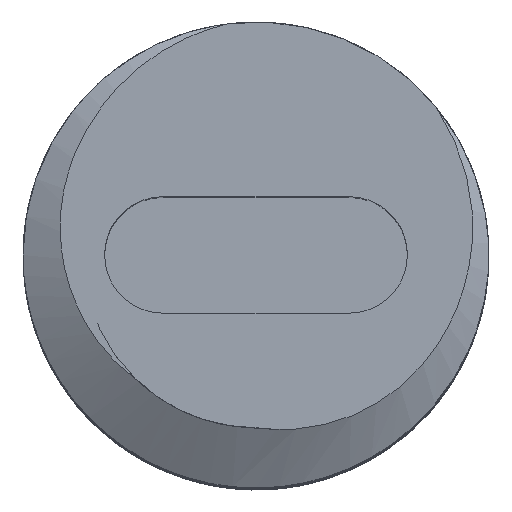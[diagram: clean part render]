
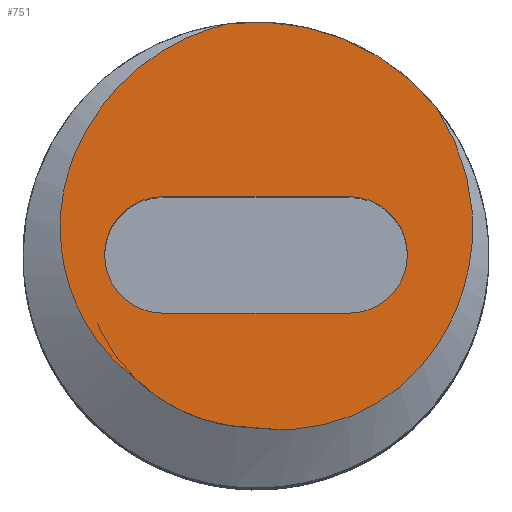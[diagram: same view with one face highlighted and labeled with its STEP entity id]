
A CAD part, top view. The second image highlights one B-rep face of the part: STEP entity #751.
In plain terms, the highlighted planar face has unit normal (0, 0, 1).
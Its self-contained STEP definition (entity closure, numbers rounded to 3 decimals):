
#18=FACE_BOUND('',#102,.T.);
#22=PLANE('',#821);
#60=FACE_OUTER_BOUND('',#101,.T.);
#101=EDGE_LOOP('',(#596,#597,#598,#599));
#102=EDGE_LOOP('',(#600,#601,#602,#603));
#110=CIRCLE('',#809,0.742);
#111=CIRCLE('',#811,1.);
#112=CIRCLE('',#814,0.25);
#114=CIRCLE('',#818,0.25);
#179=B_SPLINE_CURVE_WITH_KNOTS('',3,(#5115,#5116,#5117,#5118,#5119,#5120,
#5121,#5122,#5123,#5124,#5125,#5126,#5127,#5128,#5129,#5130,#5131,#5132,
#5133,#5134,#5135,#5136,#5137,#5138,#5139,#5140,#5141,#5142,#5143,#5144,
#5145,#5146,#5147,#5148),.UNSPECIFIED.,.F.,.F.,(4,3,3,3,3,3,3,3,3,3,3,4),
(-0.185,-0.176,-0.171,-0.164,
-0.16,-0.135,-0.113,-0.098,
-0.089,-0.049,-0.019,0.),
 .UNSPECIFIED.);
#180=B_SPLINE_CURVE_WITH_KNOTS('',3,(#5149,#5150,#5151,#5152,#5153,#5154,
#5155,#5156,#5157,#5158,#5159,#5160,#5161,#5162,#5163,#5164,#5165,#5166,
#5167,#5168,#5169,#5170,#5171,#5172,#5173,#5174,#5175,#5176,#5177,#5178,
#5179,#5180,#5181,#5182,#5183,#5184,#5185,#5186,#5187,#5188,#5189,#5190,
#5191,#5192,#5193,#5194),.UNSPECIFIED.,.F.,.F.,(4,3,3,3,3,3,3,3,3,3,3,3,
3,3,3,4),(-0.371,-0.317,-0.286,-0.265,
-0.246,-0.18,-0.137,-0.115,
-0.102,-0.094,-0.093,-0.07,
-0.056,-0.048,-0.027,0.),
 .UNSPECIFIED.);
#213=LINE('',#5092,#251);
#218=LINE('',#5106,#256);
#251=VECTOR('',#931,10.);
#256=VECTOR('',#944,10.);
#322=VERTEX_POINT('',#4862);
#323=VERTEX_POINT('',#4924);
#324=VERTEX_POINT('',#4982);
#325=VERTEX_POINT('',#5041);
#326=VERTEX_POINT('',#5090);
#327=VERTEX_POINT('',#5091);
#330=VERTEX_POINT('',#5099);
#332=VERTEX_POINT('',#5105);
#427=EDGE_CURVE('',#322,#323,#110,.T.);
#430=EDGE_CURVE('',#325,#324,#111,.T.);
#432=EDGE_CURVE('',#326,#327,#213,.T.);
#436=EDGE_CURVE('',#330,#326,#112,.T.);
#439=EDGE_CURVE('',#332,#330,#218,.T.);
#442=EDGE_CURVE('',#327,#332,#114,.T.);
#444=EDGE_CURVE('',#323,#324,#179,.T.);
#445=EDGE_CURVE('',#325,#322,#180,.T.);
#596=ORIENTED_EDGE('',*,*,#430,.T.);
#597=ORIENTED_EDGE('',*,*,#444,.F.);
#598=ORIENTED_EDGE('',*,*,#427,.F.);
#599=ORIENTED_EDGE('',*,*,#445,.F.);
#600=ORIENTED_EDGE('',*,*,#432,.T.);
#601=ORIENTED_EDGE('',*,*,#442,.T.);
#602=ORIENTED_EDGE('',*,*,#439,.T.);
#603=ORIENTED_EDGE('',*,*,#436,.T.);
#751=ADVANCED_FACE('',(#60,#18),#22,.F.);
#809=AXIS2_PLACEMENT_3D('',#4925,#923,#924);
#811=AXIS2_PLACEMENT_3D('',#5042,#927,#928);
#814=AXIS2_PLACEMENT_3D('',#5100,#937,#938);
#818=AXIS2_PLACEMENT_3D('',#5111,#949,#950);
#821=AXIS2_PLACEMENT_3D('',#5114,#955,#956);
#923=DIRECTION('center_axis',(0.,0.,-1.));
#924=DIRECTION('ref_axis',(0.,1.,0.));
#927=DIRECTION('center_axis',(0.,0.,1.));
#928=DIRECTION('ref_axis',(1.,0.,0.));
#931=DIRECTION('',(1.,0.,0.));
#937=DIRECTION('center_axis',(0.,0.,-1.));
#938=DIRECTION('ref_axis',(0.,1.,0.));
#944=DIRECTION('',(-1.,0.,0.));
#949=DIRECTION('center_axis',(0.,0.,-1.));
#950=DIRECTION('ref_axis',(0.,-1.,0.));
#955=DIRECTION('center_axis',(0.,0.,-1.));
#956=DIRECTION('ref_axis',(-1.,0.,0.));
#4862=CARTESIAN_POINT('',(0.,-0.742,0.));
#4924=CARTESIAN_POINT('',(-0.52,-0.529,0.));
#4925=CARTESIAN_POINT('Origin',(0.,0.,
0.));
#4982=CARTESIAN_POINT('',(-0.116,0.993,0.));
#5041=CARTESIAN_POINT('',(0.774,0.633,0.));
#5042=CARTESIAN_POINT('Origin',(0.,0.,0.));
#5090=CARTESIAN_POINT('',(-0.4,0.25,0.));
#5091=CARTESIAN_POINT('',(0.4,0.25,0.));
#5092=CARTESIAN_POINT('',(-0.2,0.25,0.));
#5099=CARTESIAN_POINT('',(-0.4,-0.25,0.));
#5100=CARTESIAN_POINT('Origin',(-0.4,0.,0.));
#5105=CARTESIAN_POINT('',(0.4,-0.25,0.));
#5106=CARTESIAN_POINT('',(0.2,-0.25,0.));
#5111=CARTESIAN_POINT('Origin',(0.4,0.,0.));
#5114=CARTESIAN_POINT('Origin',(0.,0.,0.));
#5115=CARTESIAN_POINT('Ctrl Pts',(-0.52,-0.529,
0.));
#5116=CARTESIAN_POINT('Ctrl Pts',(-0.557,-0.503,
0.));
#5117=CARTESIAN_POINT('Ctrl Pts',(-0.592,-0.472,
0.));
#5118=CARTESIAN_POINT('Ctrl Pts',(-0.624,-0.439,
0.));
#5119=CARTESIAN_POINT('Ctrl Pts',(-0.64,-0.421,
0.));
#5120=CARTESIAN_POINT('Ctrl Pts',(-0.655,-0.403,
0.));
#5121=CARTESIAN_POINT('Ctrl Pts',(-0.669,-0.386,
0.));
#5122=CARTESIAN_POINT('Ctrl Pts',(-0.687,-0.363,
0.));
#5123=CARTESIAN_POINT('Ctrl Pts',(-0.702,-0.34,
0.));
#5124=CARTESIAN_POINT('Ctrl Pts',(-0.715,-0.319,
0.));
#5125=CARTESIAN_POINT('Ctrl Pts',(-0.724,-0.305,
0.));
#5126=CARTESIAN_POINT('Ctrl Pts',(-0.731,-0.293,
0.));
#5127=CARTESIAN_POINT('Ctrl Pts',(-0.739,-0.279,
0.));
#5128=CARTESIAN_POINT('Ctrl Pts',(-0.781,-0.203,
0.));
#5129=CARTESIAN_POINT('Ctrl Pts',(-0.81,-0.12,
0.));
#5130=CARTESIAN_POINT('Ctrl Pts',(-0.826,-0.034,
0.));
#5131=CARTESIAN_POINT('Ctrl Pts',(-0.841,0.042,
0.));
#5132=CARTESIAN_POINT('Ctrl Pts',(-0.844,0.119,
0.));
#5133=CARTESIAN_POINT('Ctrl Pts',(-0.837,0.196,0.));
#5134=CARTESIAN_POINT('Ctrl Pts',(-0.832,0.249,
0.));
#5135=CARTESIAN_POINT('Ctrl Pts',(-0.822,0.302,
0.));
#5136=CARTESIAN_POINT('Ctrl Pts',(-0.807,0.352,
0.));
#5137=CARTESIAN_POINT('Ctrl Pts',(-0.797,0.384,
0.));
#5138=CARTESIAN_POINT('Ctrl Pts',(-0.786,0.416,
0.));
#5139=CARTESIAN_POINT('Ctrl Pts',(-0.773,0.446,
0.));
#5140=CARTESIAN_POINT('Ctrl Pts',(-0.72,0.569,
0.));
#5141=CARTESIAN_POINT('Ctrl Pts',(-0.643,0.676,
0.));
#5142=CARTESIAN_POINT('Ctrl Pts',(-0.547,0.765,0.));
#5143=CARTESIAN_POINT('Ctrl Pts',(-0.473,0.834,0.));
#5144=CARTESIAN_POINT('Ctrl Pts',(-0.388,0.891,0.));
#5145=CARTESIAN_POINT('Ctrl Pts',(-0.295,0.933,0.));
#5146=CARTESIAN_POINT('Ctrl Pts',(-0.238,0.959,0.));
#5147=CARTESIAN_POINT('Ctrl Pts',(-0.178,0.979,
0.));
#5148=CARTESIAN_POINT('Ctrl Pts',(-0.116,0.993,
0.));
#5149=CARTESIAN_POINT('Ctrl Pts',(0.774,0.633,0.));
#5150=CARTESIAN_POINT('Ctrl Pts',(0.798,0.597,0.));
#5151=CARTESIAN_POINT('Ctrl Pts',(0.825,0.549,0.));
#5152=CARTESIAN_POINT('Ctrl Pts',(0.851,0.491,0.));
#5153=CARTESIAN_POINT('Ctrl Pts',(0.866,0.458,0.));
#5154=CARTESIAN_POINT('Ctrl Pts',(0.88,0.421,0.));
#5155=CARTESIAN_POINT('Ctrl Pts',(0.892,0.381,0.));
#5156=CARTESIAN_POINT('Ctrl Pts',(0.9,0.353,0.));
#5157=CARTESIAN_POINT('Ctrl Pts',(0.907,0.323,0.));
#5158=CARTESIAN_POINT('Ctrl Pts',(0.913,0.292,0.));
#5159=CARTESIAN_POINT('Ctrl Pts',(0.919,0.265,0.));
#5160=CARTESIAN_POINT('Ctrl Pts',(0.923,0.237,0.));
#5161=CARTESIAN_POINT('Ctrl Pts',(0.925,0.209,0.));
#5162=CARTESIAN_POINT('Ctrl Pts',(0.935,0.113,0.));
#5163=CARTESIAN_POINT('Ctrl Pts',(0.929,0.015,
0.));
#5164=CARTESIAN_POINT('Ctrl Pts',(0.908,-0.08,
0.));
#5165=CARTESIAN_POINT('Ctrl Pts',(0.894,-0.143,
0.));
#5166=CARTESIAN_POINT('Ctrl Pts',(0.874,-0.204,0.));
#5167=CARTESIAN_POINT('Ctrl Pts',(0.847,-0.263,
0.));
#5168=CARTESIAN_POINT('Ctrl Pts',(0.833,-0.292,
0.));
#5169=CARTESIAN_POINT('Ctrl Pts',(0.818,-0.321,0.));
#5170=CARTESIAN_POINT('Ctrl Pts',(0.802,-0.349,
0.));
#5171=CARTESIAN_POINT('Ctrl Pts',(0.792,-0.366,
0.));
#5172=CARTESIAN_POINT('Ctrl Pts',(0.781,-0.382,
0.));
#5173=CARTESIAN_POINT('Ctrl Pts',(0.77,-0.399,
0.));
#5174=CARTESIAN_POINT('Ctrl Pts',(0.764,-0.408,
0.));
#5175=CARTESIAN_POINT('Ctrl Pts',(0.758,-0.416,
0.));
#5176=CARTESIAN_POINT('Ctrl Pts',(0.75,-0.426,
0.));
#5177=CARTESIAN_POINT('Ctrl Pts',(0.749,-0.428,
0.));
#5178=CARTESIAN_POINT('Ctrl Pts',(0.748,-0.429,
0.));
#5179=CARTESIAN_POINT('Ctrl Pts',(0.747,-0.431,0.));
#5180=CARTESIAN_POINT('Ctrl Pts',(0.722,-0.464,
0.));
#5181=CARTESIAN_POINT('Ctrl Pts',(0.686,-0.507,
0.));
#5182=CARTESIAN_POINT('Ctrl Pts',(0.637,-0.55,
0.));
#5183=CARTESIAN_POINT('Ctrl Pts',(0.608,-0.576,0.));
#5184=CARTESIAN_POINT('Ctrl Pts',(0.574,-0.602,
0.));
#5185=CARTESIAN_POINT('Ctrl Pts',(0.534,-0.627,
0.));
#5186=CARTESIAN_POINT('Ctrl Pts',(0.513,-0.641,
0.));
#5187=CARTESIAN_POINT('Ctrl Pts',(0.491,-0.653,
0.));
#5188=CARTESIAN_POINT('Ctrl Pts',(0.468,-0.665,
0.));
#5189=CARTESIAN_POINT('Ctrl Pts',(0.404,-0.697,
0.));
#5190=CARTESIAN_POINT('Ctrl Pts',(0.335,-0.721,
0.));
#5191=CARTESIAN_POINT('Ctrl Pts',(0.264,-0.735,
0.));
#5192=CARTESIAN_POINT('Ctrl Pts',(0.177,-0.752,
0.));
#5193=CARTESIAN_POINT('Ctrl Pts',(0.088,-0.754,
0.));
#5194=CARTESIAN_POINT('Ctrl Pts',(0.,-0.742,
0.));
